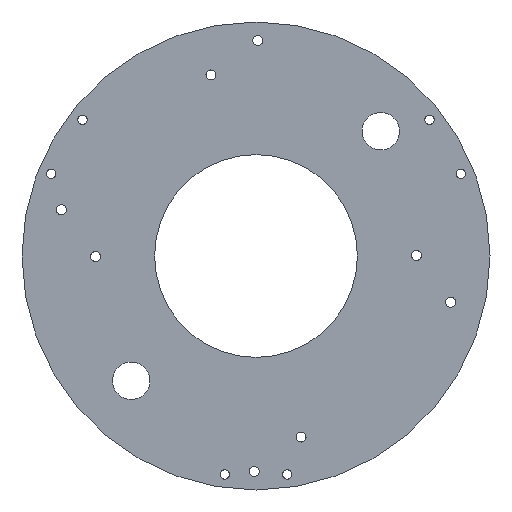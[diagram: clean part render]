
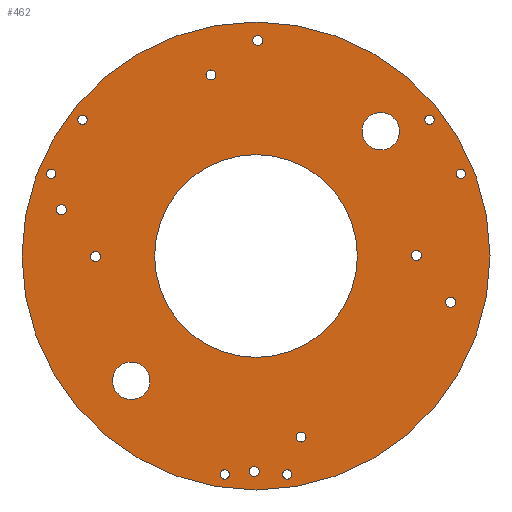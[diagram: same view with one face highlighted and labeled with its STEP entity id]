
A CAD part, front view. The second image highlights one B-rep face of the part: STEP entity #462.
In plain terms, the highlighted planar face has unit normal (0, -1, 0).
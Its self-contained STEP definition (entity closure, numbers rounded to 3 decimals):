
#32=FACE_BOUND('',#108,.T.);
#33=FACE_BOUND('',#109,.T.);
#34=FACE_BOUND('',#110,.T.);
#35=FACE_BOUND('',#111,.T.);
#36=FACE_BOUND('',#112,.T.);
#37=FACE_BOUND('',#113,.T.);
#38=FACE_BOUND('',#114,.T.);
#39=FACE_BOUND('',#115,.T.);
#40=FACE_BOUND('',#116,.T.);
#41=FACE_BOUND('',#117,.T.);
#42=FACE_BOUND('',#118,.T.);
#43=FACE_BOUND('',#119,.T.);
#44=FACE_BOUND('',#120,.T.);
#45=FACE_BOUND('',#121,.T.);
#46=FACE_BOUND('',#122,.T.);
#47=FACE_BOUND('',#123,.T.);
#48=FACE_BOUND('',#124,.T.);
#50=PLANE('',#538);
#70=FACE_OUTER_BOUND('',#107,.T.);
#107=EDGE_LOOP('',(#401));
#108=EDGE_LOOP('',(#402));
#109=EDGE_LOOP('',(#403));
#110=EDGE_LOOP('',(#404));
#111=EDGE_LOOP('',(#405));
#112=EDGE_LOOP('',(#406));
#113=EDGE_LOOP('',(#407));
#114=EDGE_LOOP('',(#408));
#115=EDGE_LOOP('',(#409));
#116=EDGE_LOOP('',(#410));
#117=EDGE_LOOP('',(#411));
#118=EDGE_LOOP('',(#412));
#119=EDGE_LOOP('',(#413,#414));
#120=EDGE_LOOP('',(#415,#416));
#121=EDGE_LOOP('',(#417,#418));
#122=EDGE_LOOP('',(#419,#420));
#123=EDGE_LOOP('',(#421,#422));
#124=EDGE_LOOP('',(#423,#424));
#162=CIRCLE('',#479,6.);
#164=CIRCLE('',#482,6.);
#166=CIRCLE('',#485,1.6);
#168=CIRCLE('',#488,1.6);
#170=CIRCLE('',#491,1.6);
#172=CIRCLE('',#494,1.6);
#174=CIRCLE('',#497,1.6);
#176=CIRCLE('',#500,1.6);
#178=CIRCLE('',#503,1.6);
#180=CIRCLE('',#506,1.6);
#182=CIRCLE('',#509,32.5);
#183=CIRCLE('',#511,1.5);
#184=CIRCLE('',#512,1.5);
#186=CIRCLE('',#515,1.5);
#187=CIRCLE('',#516,1.5);
#189=CIRCLE('',#519,1.5);
#190=CIRCLE('',#520,1.5);
#192=CIRCLE('',#523,1.5);
#193=CIRCLE('',#524,1.5);
#195=CIRCLE('',#527,1.5);
#196=CIRCLE('',#528,1.5);
#198=CIRCLE('',#531,1.5);
#199=CIRCLE('',#532,1.5);
#202=CIRCLE('',#536,75.);
#204=VERTEX_POINT('',#687);
#206=VERTEX_POINT('',#693);
#208=VERTEX_POINT('',#699);
#210=VERTEX_POINT('',#705);
#212=VERTEX_POINT('',#711);
#214=VERTEX_POINT('',#717);
#216=VERTEX_POINT('',#723);
#218=VERTEX_POINT('',#729);
#220=VERTEX_POINT('',#735);
#222=VERTEX_POINT('',#741);
#224=VERTEX_POINT('',#747);
#225=VERTEX_POINT('',#751);
#226=VERTEX_POINT('',#752);
#228=VERTEX_POINT('',#759);
#229=VERTEX_POINT('',#760);
#231=VERTEX_POINT('',#767);
#232=VERTEX_POINT('',#768);
#234=VERTEX_POINT('',#775);
#235=VERTEX_POINT('',#776);
#237=VERTEX_POINT('',#783);
#238=VERTEX_POINT('',#784);
#240=VERTEX_POINT('',#791);
#241=VERTEX_POINT('',#792);
#244=VERTEX_POINT('',#801);
#247=EDGE_CURVE('',#204,#204,#162,.T.);
#250=EDGE_CURVE('',#206,#206,#164,.T.);
#253=EDGE_CURVE('',#208,#208,#166,.T.);
#256=EDGE_CURVE('',#210,#210,#168,.T.);
#259=EDGE_CURVE('',#212,#212,#170,.T.);
#262=EDGE_CURVE('',#214,#214,#172,.T.);
#265=EDGE_CURVE('',#216,#216,#174,.T.);
#268=EDGE_CURVE('',#218,#218,#176,.T.);
#271=EDGE_CURVE('',#220,#220,#178,.T.);
#274=EDGE_CURVE('',#222,#222,#180,.T.);
#277=EDGE_CURVE('',#224,#224,#182,.T.);
#278=EDGE_CURVE('',#225,#226,#183,.T.);
#279=EDGE_CURVE('',#226,#225,#184,.T.);
#282=EDGE_CURVE('',#228,#229,#186,.T.);
#283=EDGE_CURVE('',#229,#228,#187,.T.);
#286=EDGE_CURVE('',#231,#232,#189,.T.);
#287=EDGE_CURVE('',#232,#231,#190,.T.);
#290=EDGE_CURVE('',#234,#235,#192,.T.);
#291=EDGE_CURVE('',#235,#234,#193,.T.);
#294=EDGE_CURVE('',#237,#238,#195,.T.);
#295=EDGE_CURVE('',#238,#237,#196,.T.);
#298=EDGE_CURVE('',#240,#241,#198,.T.);
#299=EDGE_CURVE('',#241,#240,#199,.T.);
#304=EDGE_CURVE('',#244,#244,#202,.T.);
#401=ORIENTED_EDGE('',*,*,#304,.F.);
#402=ORIENTED_EDGE('',*,*,#247,.T.);
#403=ORIENTED_EDGE('',*,*,#250,.T.);
#404=ORIENTED_EDGE('',*,*,#253,.T.);
#405=ORIENTED_EDGE('',*,*,#256,.T.);
#406=ORIENTED_EDGE('',*,*,#259,.T.);
#407=ORIENTED_EDGE('',*,*,#262,.T.);
#408=ORIENTED_EDGE('',*,*,#265,.T.);
#409=ORIENTED_EDGE('',*,*,#268,.T.);
#410=ORIENTED_EDGE('',*,*,#271,.T.);
#411=ORIENTED_EDGE('',*,*,#274,.T.);
#412=ORIENTED_EDGE('',*,*,#277,.T.);
#413=ORIENTED_EDGE('',*,*,#278,.T.);
#414=ORIENTED_EDGE('',*,*,#279,.T.);
#415=ORIENTED_EDGE('',*,*,#282,.T.);
#416=ORIENTED_EDGE('',*,*,#283,.T.);
#417=ORIENTED_EDGE('',*,*,#286,.T.);
#418=ORIENTED_EDGE('',*,*,#287,.T.);
#419=ORIENTED_EDGE('',*,*,#290,.T.);
#420=ORIENTED_EDGE('',*,*,#291,.T.);
#421=ORIENTED_EDGE('',*,*,#294,.T.);
#422=ORIENTED_EDGE('',*,*,#295,.T.);
#423=ORIENTED_EDGE('',*,*,#298,.T.);
#424=ORIENTED_EDGE('',*,*,#299,.T.);
#462=ADVANCED_FACE('',(#70,#32,#33,#34,#35,#36,#37,#38,#39,#40,#41,#42,
#43,#44,#45,#46,#47,#48),#50,.F.);
#479=AXIS2_PLACEMENT_3D('',#689,#546,#547);
#482=AXIS2_PLACEMENT_3D('',#695,#553,#554);
#485=AXIS2_PLACEMENT_3D('',#701,#560,#561);
#488=AXIS2_PLACEMENT_3D('',#707,#567,#568);
#491=AXIS2_PLACEMENT_3D('',#713,#574,#575);
#494=AXIS2_PLACEMENT_3D('',#719,#581,#582);
#497=AXIS2_PLACEMENT_3D('',#725,#588,#589);
#500=AXIS2_PLACEMENT_3D('',#731,#595,#596);
#503=AXIS2_PLACEMENT_3D('',#737,#602,#603);
#506=AXIS2_PLACEMENT_3D('',#743,#609,#610);
#509=AXIS2_PLACEMENT_3D('',#749,#616,#617);
#511=AXIS2_PLACEMENT_3D('',#753,#620,#621);
#512=AXIS2_PLACEMENT_3D('',#754,#622,#623);
#515=AXIS2_PLACEMENT_3D('',#761,#629,#630);
#516=AXIS2_PLACEMENT_3D('',#762,#631,#632);
#519=AXIS2_PLACEMENT_3D('',#769,#638,#639);
#520=AXIS2_PLACEMENT_3D('',#770,#640,#641);
#523=AXIS2_PLACEMENT_3D('',#777,#647,#648);
#524=AXIS2_PLACEMENT_3D('',#778,#649,#650);
#527=AXIS2_PLACEMENT_3D('',#785,#656,#657);
#528=AXIS2_PLACEMENT_3D('',#786,#658,#659);
#531=AXIS2_PLACEMENT_3D('',#793,#665,#666);
#532=AXIS2_PLACEMENT_3D('',#794,#667,#668);
#536=AXIS2_PLACEMENT_3D('',#803,#677,#678);
#538=AXIS2_PLACEMENT_3D('',#805,#681,#682);
#546=DIRECTION('center_axis',(0.,1.,0.));
#547=DIRECTION('ref_axis',(-1.,0.,0.));
#553=DIRECTION('center_axis',(0.,1.,0.));
#554=DIRECTION('ref_axis',(-1.,0.,0.));
#560=DIRECTION('center_axis',(0.,1.,0.));
#561=DIRECTION('ref_axis',(-1.,0.,0.));
#567=DIRECTION('center_axis',(0.,1.,0.));
#568=DIRECTION('ref_axis',(-1.,0.,0.));
#574=DIRECTION('center_axis',(0.,1.,0.));
#575=DIRECTION('ref_axis',(-1.,0.,0.));
#581=DIRECTION('center_axis',(0.,1.,0.));
#582=DIRECTION('ref_axis',(-1.,0.,0.));
#588=DIRECTION('center_axis',(0.,1.,0.));
#589=DIRECTION('ref_axis',(-1.,0.,0.));
#595=DIRECTION('center_axis',(0.,1.,0.));
#596=DIRECTION('ref_axis',(-1.,0.,0.));
#602=DIRECTION('center_axis',(0.,1.,0.));
#603=DIRECTION('ref_axis',(-1.,0.,0.));
#609=DIRECTION('center_axis',(0.,1.,0.));
#610=DIRECTION('ref_axis',(-1.,0.,0.));
#616=DIRECTION('center_axis',(0.,1.,0.));
#617=DIRECTION('ref_axis',(-1.,0.,0.));
#620=DIRECTION('center_axis',(0.,1.,0.));
#621=DIRECTION('ref_axis',(0.,0.,-1.));
#622=DIRECTION('center_axis',(0.,1.,0.));
#623=DIRECTION('ref_axis',(0.,0.,-1.));
#629=DIRECTION('center_axis',(0.,1.,0.));
#630=DIRECTION('ref_axis',(0.,0.,-1.));
#631=DIRECTION('center_axis',(0.,1.,0.));
#632=DIRECTION('ref_axis',(0.,0.,-1.));
#638=DIRECTION('center_axis',(0.,1.,0.));
#639=DIRECTION('ref_axis',(0.,0.,-1.));
#640=DIRECTION('center_axis',(0.,1.,0.));
#641=DIRECTION('ref_axis',(0.,0.,-1.));
#647=DIRECTION('center_axis',(0.,1.,0.));
#648=DIRECTION('ref_axis',(0.,0.,-1.));
#649=DIRECTION('center_axis',(0.,1.,0.));
#650=DIRECTION('ref_axis',(0.,0.,-1.));
#656=DIRECTION('center_axis',(0.,1.,0.));
#657=DIRECTION('ref_axis',(0.,0.,-1.));
#658=DIRECTION('center_axis',(0.,1.,0.));
#659=DIRECTION('ref_axis',(0.,0.,-1.));
#665=DIRECTION('center_axis',(0.,1.,0.));
#666=DIRECTION('ref_axis',(0.,0.,-1.));
#667=DIRECTION('center_axis',(0.,1.,0.));
#668=DIRECTION('ref_axis',(0.,0.,-1.));
#677=DIRECTION('center_axis',(0.,1.,0.));
#678=DIRECTION('ref_axis',(1.,0.,0.));
#681=DIRECTION('center_axis',(0.,1.,0.));
#682=DIRECTION('ref_axis',(1.,0.,0.));
#687=CARTESIAN_POINT('',(-34.,0.,-40.));
#689=CARTESIAN_POINT('Origin',(-40.,0.,-40.));
#693=CARTESIAN_POINT('',(46.,0.,40.));
#695=CARTESIAN_POINT('Origin',(40.,0.,40.));
#699=CARTESIAN_POINT('',(64.,0.,-14.833));
#701=CARTESIAN_POINT('Origin',(62.4,0.,-14.833));
#705=CARTESIAN_POINT('',(-49.8,0.,-0.167));
#707=CARTESIAN_POINT('Origin',(-51.4,0.,-0.167));
#711=CARTESIAN_POINT('',(-12.843,0.,58.026));
#713=CARTESIAN_POINT('Origin',(-14.443,0.,58.026));
#717=CARTESIAN_POINT('',(1.043,0.,-69.026));
#719=CARTESIAN_POINT('Origin',(-0.557,0.,-69.026));
#723=CARTESIAN_POINT('',(53.,0.,0.167));
#725=CARTESIAN_POINT('Origin',(51.4,0.,0.167));
#729=CARTESIAN_POINT('',(-60.8,0.,14.833));
#731=CARTESIAN_POINT('Origin',(-62.4,0.,14.833));
#735=CARTESIAN_POINT('',(2.157,0.,69.026));
#737=CARTESIAN_POINT('Origin',(0.557,0.,69.026));
#741=CARTESIAN_POINT('',(16.043,0.,-58.026));
#743=CARTESIAN_POINT('Origin',(14.443,0.,-58.026));
#747=CARTESIAN_POINT('',(32.5,0.,0.));
#749=CARTESIAN_POINT('Origin',(0.,0.,0.));
#751=CARTESIAN_POINT('',(-55.622,0.,42.16));
#752=CARTESIAN_POINT('',(-55.622,0.,45.16));
#753=CARTESIAN_POINT('Origin',(-55.622,0.,43.66));
#754=CARTESIAN_POINT('Origin',(-55.622,0.,43.66));
#759=CARTESIAN_POINT('',(65.622,0.,24.84));
#760=CARTESIAN_POINT('',(65.622,0.,27.84));
#761=CARTESIAN_POINT('Origin',(65.622,0.,26.34));
#762=CARTESIAN_POINT('Origin',(65.622,0.,26.34));
#767=CARTESIAN_POINT('',(10.,0.,-71.5));
#768=CARTESIAN_POINT('',(10.,0.,-68.5));
#769=CARTESIAN_POINT('Origin',(10.,0.,-70.));
#770=CARTESIAN_POINT('Origin',(10.,0.,-70.));
#775=CARTESIAN_POINT('',(55.622,0.,42.16));
#776=CARTESIAN_POINT('',(55.622,0.,45.16));
#777=CARTESIAN_POINT('Origin',(55.622,0.,43.66));
#778=CARTESIAN_POINT('Origin',(55.622,0.,43.66));
#783=CARTESIAN_POINT('',(-65.622,0.,24.84));
#784=CARTESIAN_POINT('',(-65.622,0.,27.84));
#785=CARTESIAN_POINT('Origin',(-65.622,0.,26.34));
#786=CARTESIAN_POINT('Origin',(-65.622,0.,26.34));
#791=CARTESIAN_POINT('',(-10.,0.,-71.5));
#792=CARTESIAN_POINT('',(-10.,0.,-68.5));
#793=CARTESIAN_POINT('Origin',(-10.,0.,-70.));
#794=CARTESIAN_POINT('Origin',(-10.,0.,-70.));
#801=CARTESIAN_POINT('',(-75.,0.,0.));
#803=CARTESIAN_POINT('Origin',(0.,0.,0.));
#805=CARTESIAN_POINT('Origin',(0.,0.,0.));
